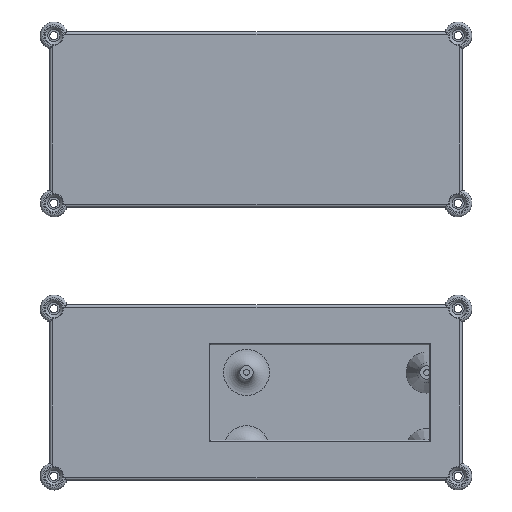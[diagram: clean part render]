
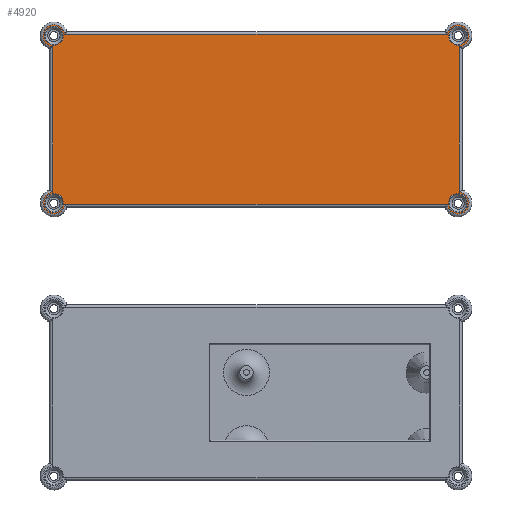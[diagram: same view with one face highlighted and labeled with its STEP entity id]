
A CAD part, top view. The second image highlights one B-rep face of the part: STEP entity #4920.
In plain terms, the highlighted planar face has unit normal (0, 0, 1).
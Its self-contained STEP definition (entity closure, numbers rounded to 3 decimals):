
#115=FACE_BOUND('',#780,.T.);
#116=FACE_BOUND('',#781,.T.);
#117=FACE_BOUND('',#782,.T.);
#118=FACE_BOUND('',#783,.T.);
#229=PLANE('',#5361);
#453=FACE_OUTER_BOUND('',#779,.T.);
#779=EDGE_LOOP('',(#3967,#3968,#3969,#3970,#3971,#3972,#3973,#3974));
#780=EDGE_LOOP('',(#3975));
#781=EDGE_LOOP('',(#3976));
#782=EDGE_LOOP('',(#3977));
#783=EDGE_LOOP('',(#3978));
#1166=LINE('',#8045,#1581);
#1168=LINE('',#8098,#1583);
#1170=LINE('',#8136,#1585);
#1173=LINE('',#8176,#1588);
#1581=VECTOR('',#6393,10.);
#1583=VECTOR('',#6403,10.);
#1585=VECTOR('',#6413,10.);
#1588=VECTOR('',#6424,10.);
#1912=CIRCLE('',#5341,4.);
#1914=CIRCLE('',#5345,4.);
#1917=CIRCLE('',#5350,4.);
#1919=CIRCLE('',#5354,4.);
#1922=CIRCLE('',#5362,3.5);
#1923=CIRCLE('',#5363,3.5);
#1924=CIRCLE('',#5364,3.5);
#1925=CIRCLE('',#5365,3.5);
#2267=VERTEX_POINT('',#8043);
#2268=VERTEX_POINT('',#8044);
#2271=VERTEX_POINT('',#8078);
#2273=VERTEX_POINT('',#8097);
#2275=VERTEX_POINT('',#8116);
#2277=VERTEX_POINT('',#8135);
#2280=VERTEX_POINT('',#8156);
#2282=VERTEX_POINT('',#8175);
#2288=VERTEX_POINT('',#8213);
#2289=VERTEX_POINT('',#8215);
#2290=VERTEX_POINT('',#8217);
#2291=VERTEX_POINT('',#8219);
#2851=EDGE_CURVE('',#2267,#2268,#1166,.T.);
#2855=EDGE_CURVE('',#2268,#2271,#1912,.T.);
#2858=EDGE_CURVE('',#2271,#2273,#1168,.T.);
#2861=EDGE_CURVE('',#2273,#2275,#1914,.T.);
#2864=EDGE_CURVE('',#2275,#2277,#1170,.T.);
#2868=EDGE_CURVE('',#2277,#2280,#1917,.T.);
#2871=EDGE_CURVE('',#2280,#2282,#1173,.T.);
#2874=EDGE_CURVE('',#2282,#2267,#1919,.T.);
#2884=EDGE_CURVE('',#2288,#2288,#1922,.T.);
#2885=EDGE_CURVE('',#2289,#2289,#1923,.T.);
#2886=EDGE_CURVE('',#2290,#2290,#1924,.T.);
#2887=EDGE_CURVE('',#2291,#2291,#1925,.T.);
#3967=ORIENTED_EDGE('',*,*,#2851,.F.);
#3968=ORIENTED_EDGE('',*,*,#2874,.F.);
#3969=ORIENTED_EDGE('',*,*,#2871,.F.);
#3970=ORIENTED_EDGE('',*,*,#2868,.F.);
#3971=ORIENTED_EDGE('',*,*,#2864,.F.);
#3972=ORIENTED_EDGE('',*,*,#2861,.F.);
#3973=ORIENTED_EDGE('',*,*,#2858,.F.);
#3974=ORIENTED_EDGE('',*,*,#2855,.F.);
#3975=ORIENTED_EDGE('',*,*,#2884,.T.);
#3976=ORIENTED_EDGE('',*,*,#2885,.T.);
#3977=ORIENTED_EDGE('',*,*,#2886,.T.);
#3978=ORIENTED_EDGE('',*,*,#2887,.T.);
#4920=ADVANCED_FACE('',(#453,#115,#116,#117,#118),#229,.T.);
#5341=AXIS2_PLACEMENT_3D('',#8079,#6397,#6398);
#5345=AXIS2_PLACEMENT_3D('',#8117,#6407,#6408);
#5350=AXIS2_PLACEMENT_3D('',#8157,#6419,#6420);
#5354=AXIS2_PLACEMENT_3D('',#8193,#6429,#6430);
#5361=AXIS2_PLACEMENT_3D('',#8212,#6450,#6451);
#5362=AXIS2_PLACEMENT_3D('',#8214,#6452,#6453);
#5363=AXIS2_PLACEMENT_3D('',#8216,#6454,#6455);
#5364=AXIS2_PLACEMENT_3D('',#8218,#6456,#6457);
#5365=AXIS2_PLACEMENT_3D('',#8220,#6458,#6459);
#6393=DIRECTION('',(0.,-1.,0.));
#6397=DIRECTION('center_axis',(0.,0.,-1.));
#6398=DIRECTION('ref_axis',(0.707,-0.707,0.));
#6403=DIRECTION('',(-1.,0.,0.));
#6407=DIRECTION('center_axis',(0.,0.,-1.));
#6408=DIRECTION('ref_axis',(-0.707,-0.707,0.));
#6413=DIRECTION('',(0.,1.,0.));
#6419=DIRECTION('center_axis',(0.,0.,-1.));
#6420=DIRECTION('ref_axis',(-0.707,0.707,0.));
#6424=DIRECTION('',(1.,0.,0.));
#6429=DIRECTION('center_axis',(0.,0.,-1.));
#6430=DIRECTION('ref_axis',(0.707,0.707,0.));
#6450=DIRECTION('center_axis',(0.,0.,1.));
#6451=DIRECTION('ref_axis',(-1.,0.,0.));
#6452=DIRECTION('center_axis',(0.,0.,-1.));
#6453=DIRECTION('ref_axis',(-1.,0.,0.));
#6454=DIRECTION('center_axis',(0.,0.,-1.));
#6455=DIRECTION('ref_axis',(-1.,0.,0.));
#6456=DIRECTION('center_axis',(0.,0.,-1.));
#6457=DIRECTION('ref_axis',(-1.,0.,0.));
#6458=DIRECTION('center_axis',(0.,0.,-1.));
#6459=DIRECTION('ref_axis',(-1.,0.,0.));
#8043=CARTESIAN_POINT('',(244.04,51.636,23.24));
#8044=CARTESIAN_POINT('',(244.04,-1.766,23.24));
#8045=CARTESIAN_POINT('',(244.04,11.985,23.24));
#8078=CARTESIAN_POINT('',(239.571,-6.235,23.24));
#8079=CARTESIAN_POINT('Origin',(243.54,-5.735,23.24));
#8097=CARTESIAN_POINT('',(99.469,-6.235,23.24));
#8098=CARTESIAN_POINT('',(134.895,-6.235,23.24));
#8116=CARTESIAN_POINT('',(95.,-1.766,23.24));
#8117=CARTESIAN_POINT('Origin',(95.5,-5.735,23.24));
#8135=CARTESIAN_POINT('',(95.,51.636,23.24));
#8136=CARTESIAN_POINT('',(95.,37.885,23.24));
#8156=CARTESIAN_POINT('',(99.469,56.105,23.24));
#8157=CARTESIAN_POINT('Origin',(95.5,55.605,23.24));
#8175=CARTESIAN_POINT('',(239.571,56.105,23.24));
#8176=CARTESIAN_POINT('',(204.145,56.105,23.24));
#8193=CARTESIAN_POINT('Origin',(243.54,55.605,23.24));
#8212=CARTESIAN_POINT('Origin',(169.52,24.935,23.24));
#8213=CARTESIAN_POINT('',(247.04,55.605,23.24));
#8214=CARTESIAN_POINT('Origin',(243.54,55.605,23.24));
#8215=CARTESIAN_POINT('',(99.,55.605,23.24));
#8216=CARTESIAN_POINT('Origin',(95.5,55.605,23.24));
#8217=CARTESIAN_POINT('',(247.04,-5.735,23.24));
#8218=CARTESIAN_POINT('Origin',(243.54,-5.735,23.24));
#8219=CARTESIAN_POINT('',(99.,-5.735,23.24));
#8220=CARTESIAN_POINT('Origin',(95.5,-5.735,23.24));
